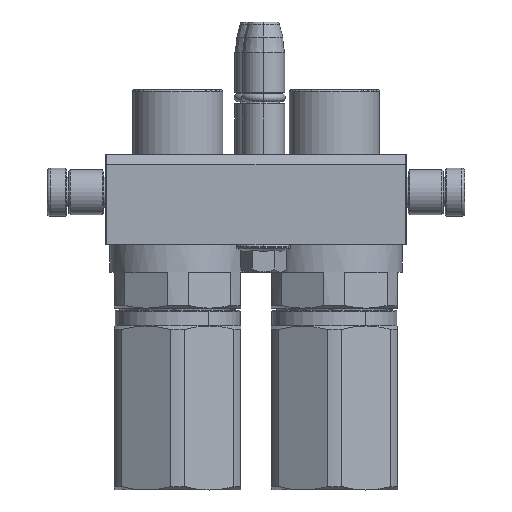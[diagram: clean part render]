
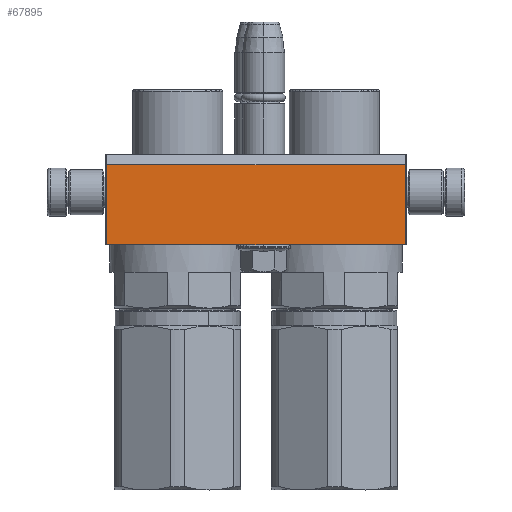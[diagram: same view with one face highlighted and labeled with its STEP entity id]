
A CAD part, left-side view. The second image highlights one B-rep face of the part: STEP entity #67895.
In plain terms, the highlighted face is planar.
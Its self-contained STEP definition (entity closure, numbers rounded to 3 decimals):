
#1127 = DIRECTION ( 'NONE',  ( 0., 1., 0. ) ) ;
#3226 = CARTESIAN_POINT ( 'NONE',  ( -49.5, -15., 56. ) ) ;
#3593 = CARTESIAN_POINT ( 'NONE',  ( -49.5, 11.536, 56. ) ) ;
#4340 = VERTEX_POINT ( 'NONE', #3593 ) ;
#6531 = EDGE_CURVE ( 'NONE', #13498, #42811, #46845, .T. ) ;
#7325 = EDGE_CURVE ( 'NONE', #4340, #42811, #43952, .T. ) ;
#10478 = ORIENTED_EDGE ( 'NONE', *, *, #6531, .T. ) ;
#13498 = VERTEX_POINT ( 'NONE', #26136 ) ;
#16576 = CARTESIAN_POINT ( 'NONE',  ( -49.5, 11.536, 56. ) ) ;
#21691 = EDGE_LOOP ( 'NONE', ( #74012, #10478, #58930, #62267 ) ) ;
#24962 = DIRECTION ( 'NONE',  ( 1., 0., 0. ) ) ;
#26136 = CARTESIAN_POINT ( 'NONE',  ( 49.5, -15., 56. ) ) ;
#26417 = VERTEX_POINT ( 'NONE', #28796 ) ;
#27729 = DIRECTION ( 'NONE',  ( 0., 1., 0. ) ) ;
#28796 = CARTESIAN_POINT ( 'NONE',  ( -49.5, -15., 56. ) ) ;
#30420 = VECTOR ( 'NONE', #40097, 1000. ) ;
#31228 = DIRECTION ( 'NONE',  ( 0., 0., 1. ) ) ;
#31646 = AXIS2_PLACEMENT_3D ( 'NONE', #59609, #31228, #24962 ) ;
#38325 = LINE ( 'NONE', #3226, #49270 ) ;
#40097 = DIRECTION ( 'NONE',  ( 1., 0., 0. ) ) ;
#40446 = VECTOR ( 'NONE', #27729, 1000. ) ;
#42122 = PLANE ( 'NONE',  #31646 ) ;
#42811 = VERTEX_POINT ( 'NONE', #57407 ) ;
#43952 = LINE ( 'NONE', #16576, #30420 ) ;
#46845 = LINE ( 'NONE', #52455, #71462 ) ;
#47329 = EDGE_CURVE ( 'NONE', #26417, #13498, #38325, .T. ) ;
#49270 = VECTOR ( 'NONE', #49483, 1000. ) ;
#49483 = DIRECTION ( 'NONE',  ( 1., 0., 0. ) ) ;
#51251 = CARTESIAN_POINT ( 'NONE',  ( -49.5, -15., 56. ) ) ;
#51653 = EDGE_CURVE ( 'NONE', #26417, #4340, #67705, .T. ) ;
#52455 = CARTESIAN_POINT ( 'NONE',  ( 49.5, -15., 56. ) ) ;
#57407 = CARTESIAN_POINT ( 'NONE',  ( 49.5, 11.536, 56. ) ) ;
#58930 = ORIENTED_EDGE ( 'NONE', *, *, #7325, .F. ) ;
#59609 = CARTESIAN_POINT ( 'NONE',  ( -50., -15., 56. ) ) ;
#62267 = ORIENTED_EDGE ( 'NONE', *, *, #51653, .F. ) ;
#67705 = LINE ( 'NONE', #51251, #40446 ) ;
#67895 = ADVANCED_FACE ( 'NONE', ( #68393 ), #42122, .T. ) ;
#68393 = FACE_OUTER_BOUND ( 'NONE', #21691, .T. ) ;
#71462 = VECTOR ( 'NONE', #1127, 1000. ) ;
#74012 = ORIENTED_EDGE ( 'NONE', *, *, #47329, .T. ) ;
